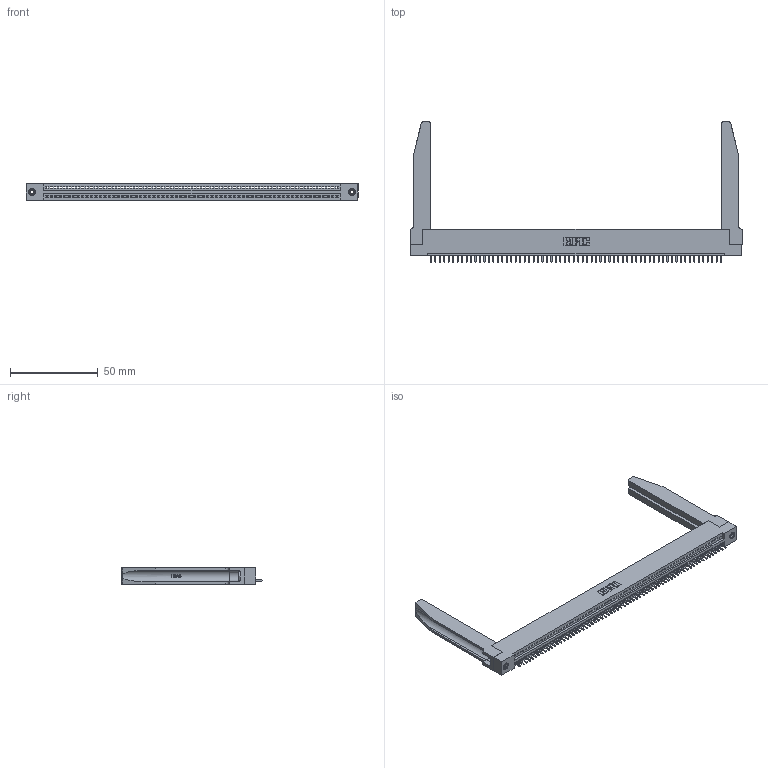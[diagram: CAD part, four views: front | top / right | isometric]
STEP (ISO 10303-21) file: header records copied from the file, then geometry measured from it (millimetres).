
FILE_DESCRIPTION (( 'STEP AP203' ), '1' );
FILE_NAME ('345-066-521-178.STEP', '2019-10-11T20:28:19', ( '' ), ( '' ), 'SwSTEP 2.0', 'SolidWorks 2016', '' );
FILE_SCHEMA (( 'CONFIG_CONTROL_DESIGN' ));
Length unit declared in the file: inch
Products named in the file (5): 345-220-078_345-220-078; 345 Part_Flush Mounting Lugs - 0.156 Dia-TH; 345-250-001_345-250-001-102; 345-066-521-178; 345-292-001_345-293-121
Assembly tree (71 placements, depth 2):
  345-066-521-178
    345 Part_Flush Mounting Lugs - 0.156 Dia-TH
    345-292-001_345-293-121  x66
    345-250-001_345-250-001-102  x2
    345-220-078_345-220-078  x2
Bounding box: 188.87 x 79.68 x 9.4 mm (x, y, z)
Volume: 25718.8 mm3; surface area: 30289 mm2
Topology: 71 solids, 71 shells, 4188 faces, 12565 edges, 8278 vertices
Faces by surface type: plane 2862, cylinder 1274, bspline 36, cone 12, torus 4
Entity records: 51200 total; most frequent: CARTESIAN_POINT 9765, ORIENTED_EDGE 8662, DIRECTION 7501, EDGE_CURVE 4331, VECTOR 3841, LINE 3841, VERTEX_POINT 2880, AXIS2_PLACEMENT_3D 1830
